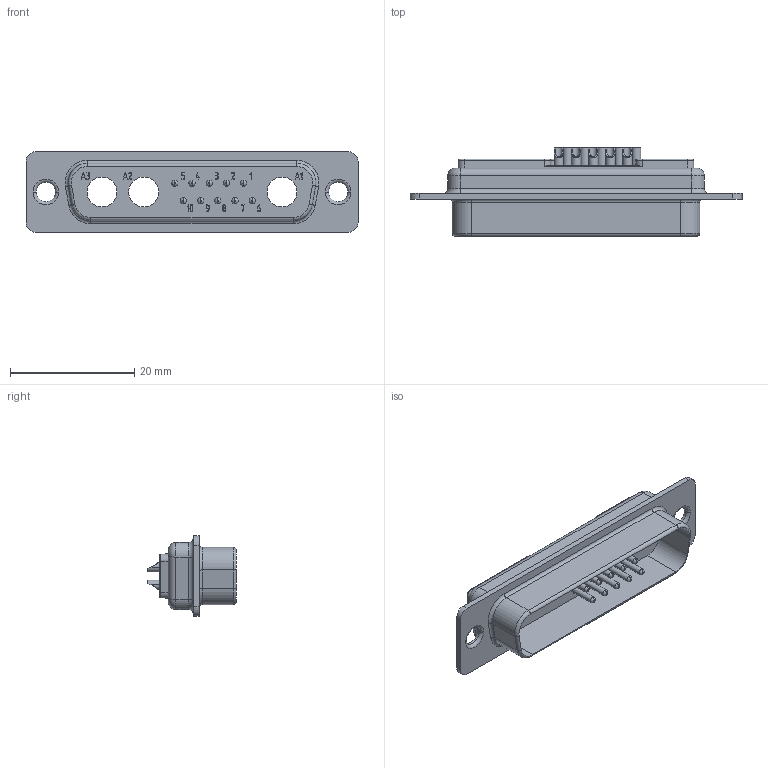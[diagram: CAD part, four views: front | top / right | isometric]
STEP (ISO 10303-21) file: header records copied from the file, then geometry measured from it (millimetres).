
FILE_DESCRIPTION(('Creo Elements/Direct Modeling STEP Export'),'2;1');
FILE_NAME('model.stp','2019-08-15T22:38:04',(''),(''),'Creo Elements/Direct Modeling STEP processor for AP214 (Solid Model)','Creo Elements/Direct Modeling 20.1A 29-Sep-2018 (C) Parametric Technology GmbH','');
FILE_SCHEMA(('AUTOMOTIVE_DESIGN { 1 0 10303 214 1 1 1 1 }'));
Length unit declared in the file: millimetre
Products named in the file (2): VS-25-ST-DSUB-3P-10S
Assembly tree (1 placements, depth 2):
  VS-25-ST-DSUB-3P-10S
    VS-25-ST-DSUB-3P-10S
Bounding box: 53.42 x 14.28 x 12.93 mm (x, y, z)
Volume: 2460.6 mm3; surface area: 3538.7 mm2
Topology: 1 solids, 1 shells, 1011 faces, 2760 edges, 1824 vertices
Faces by surface type: plane 592, cylinder 245, extrusion 122, torus 40, bspline 12
Entity records: 44431 total; most frequent: CARTESIAN_POINT 11079, ORIENTED_EDGE 5520, DIRECTION 4697, EDGE_CURVE 2760, VECTOR 2125, LINE 2003, VERTEX_POINT 1824, AXIS2_PLACEMENT_3D 1286
